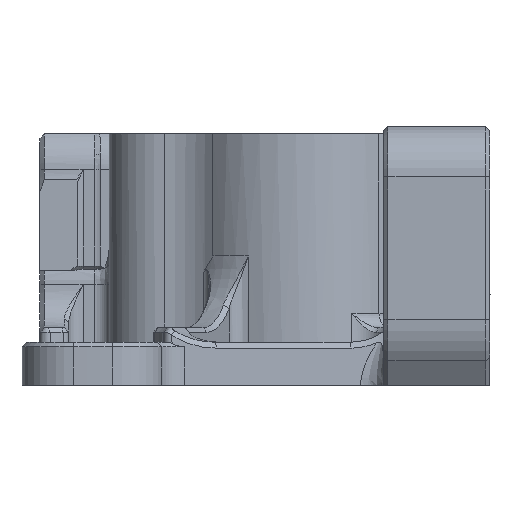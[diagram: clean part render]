
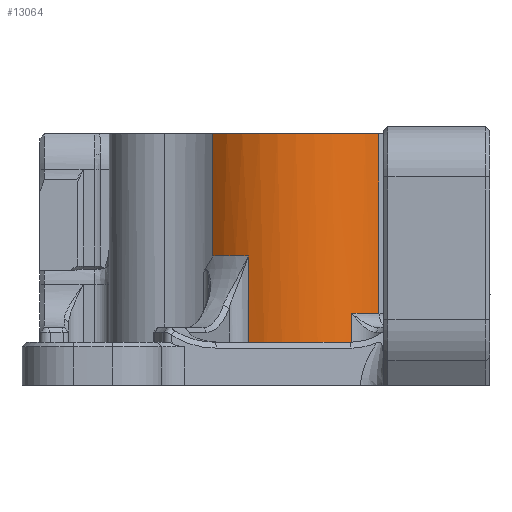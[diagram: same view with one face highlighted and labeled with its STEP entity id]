
A CAD part, left-side view. The second image highlights one B-rep face of the part: STEP entity #13064.
In plain terms, the highlighted cylindrical face has radius 8 mm (diameter 16 mm), a partial arc.
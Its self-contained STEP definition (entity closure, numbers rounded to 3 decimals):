
#1267=FACE_OUTER_BOUND('',#2088,.T.);
#2088=EDGE_LOOP('',(#11140,#11141,#11142,#11143,#11144,#11145,#11146,#11147));
#3215=LINE('',#28823,#4024);
#3216=LINE('',#28828,#4025);
#3282=LINE('',#29550,#4091);
#3306=LINE('',#31190,#4115);
#4024=VECTOR('',#16189,1000.);
#4025=VECTOR('',#16194,1000.);
#4091=VECTOR('',#16420,1000.);
#4115=VECTOR('',#16530,1000.);
#4855=CIRCLE('',#14019,8.);
#4875=CIRCLE('',#14061,8.);
#4938=CIRCLE('',#14235,8.);
#4955=CIRCLE('',#14284,8.);
#5760=VERTEX_POINT('',#28815);
#5761=VERTEX_POINT('',#28822);
#5762=VERTEX_POINT('',#28826);
#5763=VERTEX_POINT('',#28827);
#5884=VERTEX_POINT('',#29548);
#5885=VERTEX_POINT('',#29549);
#5933=VERTEX_POINT('',#30986);
#5934=VERTEX_POINT('',#31188);
#7258=EDGE_CURVE('',#5761,#5760,#3215,.T.);
#7260=EDGE_CURVE('',#5762,#5763,#3216,.T.);
#7401=EDGE_CURVE('',#5884,#5885,#3282,.T.);
#7485=EDGE_CURVE('',#5760,#5933,#4855,.T.);
#7487=EDGE_CURVE('',#5933,#5934,#3306,.T.);
#7534=EDGE_CURVE('',#5885,#5763,#4875,.T.);
#7817=EDGE_CURVE('',#5934,#5884,#4938,.T.);
#7868=EDGE_CURVE('',#5761,#5762,#4955,.T.);
#11140=ORIENTED_EDGE('',*,*,#7868,.F.);
#11141=ORIENTED_EDGE('',*,*,#7258,.T.);
#11142=ORIENTED_EDGE('',*,*,#7485,.T.);
#11143=ORIENTED_EDGE('',*,*,#7487,.T.);
#11144=ORIENTED_EDGE('',*,*,#7817,.T.);
#11145=ORIENTED_EDGE('',*,*,#7401,.T.);
#11146=ORIENTED_EDGE('',*,*,#7534,.T.);
#11147=ORIENTED_EDGE('',*,*,#7260,.F.);
#12392=CYLINDRICAL_SURFACE('',#14283,8.);
#13064=ADVANCED_FACE('',(#1267),#12392,.T.);
#14019=AXIS2_PLACEMENT_3D('',#31186,#16524,#16525);
#14061=AXIS2_PLACEMENT_3D('',#31915,#16623,#16624);
#14235=AXIS2_PLACEMENT_3D('',#38681,#17111,#17112);
#14283=AXIS2_PLACEMENT_3D('',#39647,#17228,#17229);
#14284=AXIS2_PLACEMENT_3D('',#39648,#17230,#17231);
#16189=DIRECTION('',(0.,0.,-1.));
#16194=DIRECTION('',(0.,0.,-1.));
#16420=DIRECTION('',(0.,0.,1.));
#16524=DIRECTION('center_axis',(0.,0.,1.));
#16525=DIRECTION('ref_axis',(1.,0.,0.));
#16530=DIRECTION('',(0.,0.,-1.));
#16623=DIRECTION('center_axis',(0.,0.,1.));
#16624=DIRECTION('ref_axis',(1.,0.,0.));
#17111=DIRECTION('center_axis',(0.,0.,1.));
#17112=DIRECTION('ref_axis',(1.,0.,0.));
#17228=DIRECTION('center_axis',(0.,0.,-1.));
#17229=DIRECTION('ref_axis',(-1.,0.,0.));
#17230=DIRECTION('center_axis',(0.,0.,1.));
#17231=DIRECTION('ref_axis',(1.,0.,0.));
#28815=CARTESIAN_POINT('',(-5.533,5.778,9.));
#28822=CARTESIAN_POINT('',(-5.533,5.778,17.5));
#28823=CARTESIAN_POINT('',(-5.533,5.778,17.5));
#28826=CARTESIAN_POINT('',(-5.533,-5.778,17.5));
#28827=CARTESIAN_POINT('',(-5.533,-5.778,5.));
#28828=CARTESIAN_POINT('',(-5.533,-5.778,17.5));
#29548=CARTESIAN_POINT('',(-7.,-3.874,0.3));
#29549=CARTESIAN_POINT('',(-7.,-3.874,5.));
#29550=CARTESIAN_POINT('',(-7.,-3.874,17.5));
#30986=CARTESIAN_POINT('',(-7.279,3.318,9.));
#31186=CARTESIAN_POINT('Origin',(0.,0.,9.));
#31188=CARTESIAN_POINT('',(-7.279,3.318,0.3));
#31190=CARTESIAN_POINT('',(-7.279,3.318,17.5));
#31915=CARTESIAN_POINT('Origin',(0.,0.,5.));
#38681=CARTESIAN_POINT('Origin',(0.,0.,0.3));
#39647=CARTESIAN_POINT('Origin',(0.,0.,17.5));
#39648=CARTESIAN_POINT('Origin',(0.,0.,17.5));
